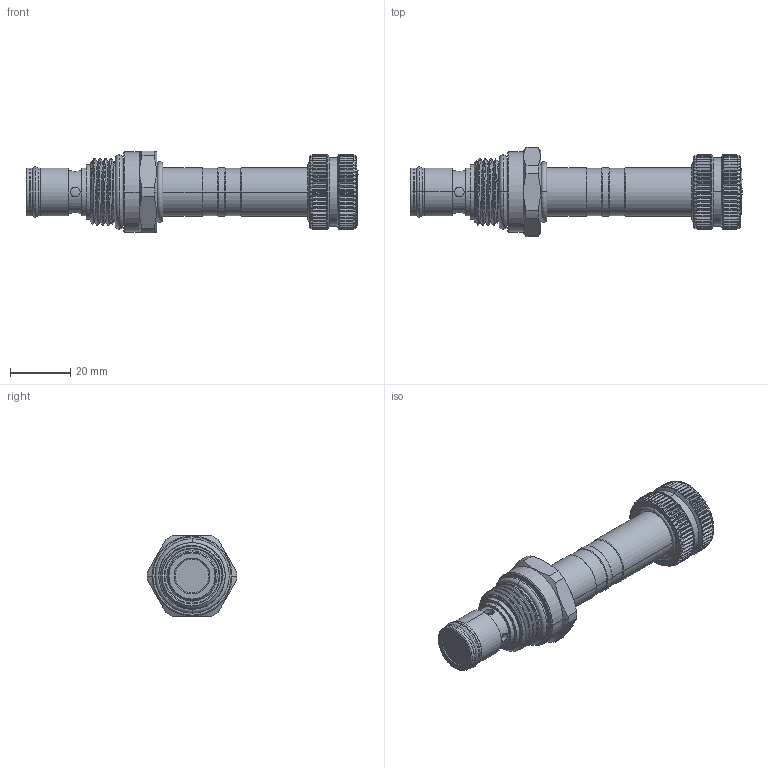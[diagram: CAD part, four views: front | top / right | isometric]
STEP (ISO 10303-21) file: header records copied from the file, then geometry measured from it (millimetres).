
FILE_DESCRIPTION (( 'STEP AP203' ), '1' );
FILE_NAME ('EP10W2C52N04.STEP', '2020-04-08T01:15:35', ( '' ), ( '' ), 'SwSTEP 2.0', 'SolidWorks 2018', '' );
FILE_SCHEMA (( 'CONFIG_CONTROL_DESIGN' ));
Length unit declared in the file: millimetre
Products named in the file (1): EP10W2C52N04
Bounding box: 109.9 x 29.6 x 27 mm (x, y, z)
Volume: 31685.7 mm3; surface area: 10647.4 mm2
Topology: 3 solids, 3 shells, 1004 faces, 2650 edges, 1674 vertices
Faces by surface type: plane 435, cylinder 395, cone 149, torus 14, bspline 11
Entity records: 35749 total; most frequent: CARTESIAN_POINT 11735, ORIENTED_EDGE 5296, DIRECTION 4715, EDGE_CURVE 2648, AXIS2_PLACEMENT_3D 1815, VERTEX_POINT 1674, LINE 1085, VECTOR 1085
